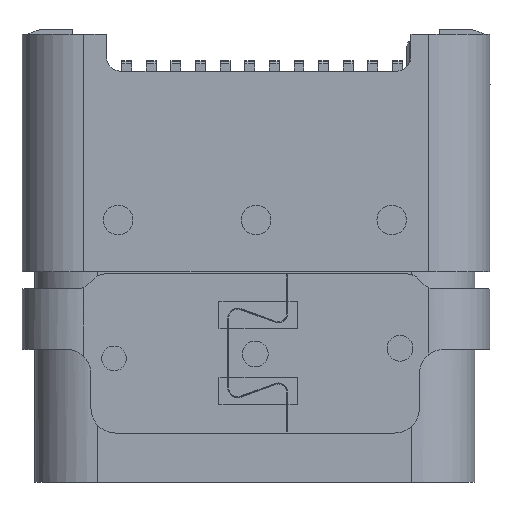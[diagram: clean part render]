
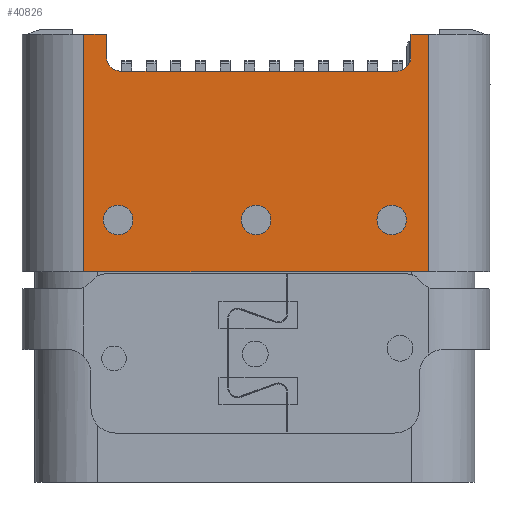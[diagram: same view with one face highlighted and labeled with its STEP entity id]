
A CAD part, top view. The second image highlights one B-rep face of the part: STEP entity #40826.
In plain terms, the highlighted face is planar.
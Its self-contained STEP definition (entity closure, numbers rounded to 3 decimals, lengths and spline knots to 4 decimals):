
#1494=CIRCLE('',#56261,0.3);
#1495=CIRCLE('',#56262,0.3);
#1496=CIRCLE('',#56263,0.3);
#1497=CIRCLE('',#56264,0.3);
#1498=CIRCLE('',#56265,0.3);
#12295=ORIENTED_EDGE('',*,*,#18857,.F.);
#12296=ORIENTED_EDGE('',*,*,#18858,.F.);
#12297=ORIENTED_EDGE('',*,*,#18859,.F.);
#12298=ORIENTED_EDGE('',*,*,#18855,.T.);
#12299=ORIENTED_EDGE('',*,*,#18440,.F.);
#12300=ORIENTED_EDGE('',*,*,#18793,.T.);
#12301=ORIENTED_EDGE('',*,*,#18707,.F.);
#12302=ORIENTED_EDGE('',*,*,#18860,.F.);
#12303=ORIENTED_EDGE('',*,*,#18861,.F.);
#12304=ORIENTED_EDGE('',*,*,#18862,.T.);
#12305=ORIENTED_EDGE('',*,*,#18863,.F.);
#12306=ORIENTED_EDGE('',*,*,#18864,.F.);
#12307=ORIENTED_EDGE('',*,*,#18848,.F.);
#18440=EDGE_CURVE('',#22645,#22646,#27451,.T.);
#18707=EDGE_CURVE('',#22868,#22869,#27609,.T.);
#18793=EDGE_CURVE('',#22645,#22869,#27665,.T.);
#18848=EDGE_CURVE('',#22918,#22919,#27715,.T.);
#18855=EDGE_CURVE('',#22918,#22646,#27719,.T.);
#18857=EDGE_CURVE('',#22923,#22923,#1494,.T.);
#18858=EDGE_CURVE('',#22924,#22924,#1495,.T.);
#18859=EDGE_CURVE('',#22925,#22925,#1496,.T.);
#18860=EDGE_CURVE('',#22926,#22868,#27721,.T.);
#18861=EDGE_CURVE('',#22927,#22926,#1497,.T.);
#18862=EDGE_CURVE('',#22927,#22928,#27722,.T.);
#18863=EDGE_CURVE('',#22929,#22928,#1498,.T.);
#18864=EDGE_CURVE('',#22919,#22929,#27723,.T.);
#22645=VERTEX_POINT('',#78028);
#22646=VERTEX_POINT('',#78030);
#22868=VERTEX_POINT('',#78559);
#22869=VERTEX_POINT('',#78561);
#22918=VERTEX_POINT('',#78842);
#22919=VERTEX_POINT('',#78843);
#22923=VERTEX_POINT('',#78862);
#22924=VERTEX_POINT('',#78864);
#22925=VERTEX_POINT('',#78866);
#22926=VERTEX_POINT('',#78868);
#22927=VERTEX_POINT('',#78870);
#22928=VERTEX_POINT('',#78872);
#22929=VERTEX_POINT('',#78874);
#27451=LINE('',#78029,#32224);
#27609=LINE('',#78560,#32382);
#27665=LINE('',#78732,#32438);
#27715=LINE('',#78841,#32488);
#27719=LINE('',#78856,#32492);
#27721=LINE('',#78867,#32494);
#27722=LINE('',#78871,#32495);
#27723=LINE('',#78875,#32496);
#32224=VECTOR('',#65743,1000.);
#32382=VECTOR('',#66201,1000.);
#32438=VECTOR('',#66399,1000.);
#32488=VECTOR('',#66559,1000.);
#32492=VECTOR('',#66575,1000.);
#32494=VECTOR('',#66589,1000.);
#32495=VECTOR('',#66592,1000.);
#32496=VECTOR('',#66595,1000.);
#34802=EDGE_LOOP('',(#12295));
#34803=EDGE_LOOP('',(#12296));
#34804=EDGE_LOOP('',(#12297));
#34805=EDGE_LOOP('',(#12298,#12299,#12300,#12301,#12302,#12303,#12304,#12305,
#12306,#12307));
#37000=FACE_BOUND('',#34802,.T.);
#37001=FACE_BOUND('',#34803,.T.);
#37002=FACE_BOUND('',#34804,.T.);
#37003=FACE_BOUND('',#34805,.T.);
#38771=PLANE('',#56260);
#40826=ADVANCED_FACE('',(#37000,#37001,#37002,#37003),#38771,.F.);
#56260=AXIS2_PLACEMENT_3D('',#78860,#66581,#66582);
#56261=AXIS2_PLACEMENT_3D('',#78861,#66583,#66584);
#56262=AXIS2_PLACEMENT_3D('',#78863,#66585,#66586);
#56263=AXIS2_PLACEMENT_3D('',#78865,#66587,#66588);
#56264=AXIS2_PLACEMENT_3D('',#78869,#66590,#66591);
#56265=AXIS2_PLACEMENT_3D('',#78873,#66593,#66594);
#65743=DIRECTION('',(1.,0.,0.));
#66201=DIRECTION('',(-1.,0.,0.));
#66399=DIRECTION('',(0.,0.,-1.));
#66559=DIRECTION('',(-1.,0.,0.));
#66575=DIRECTION('',(0.,0.,1.));
#66581=DIRECTION('',(0.,1.,0.));
#66582=DIRECTION('',(-1.,0.,0.));
#66583=DIRECTION('',(0.,-1.,0.));
#66584=DIRECTION('',(1.,0.,0.));
#66585=DIRECTION('',(0.,-1.,0.));
#66586=DIRECTION('',(1.,0.,0.));
#66587=DIRECTION('',(0.,-1.,0.));
#66588=DIRECTION('',(1.,0.,0.));
#66589=DIRECTION('',(0.,0.,-1.));
#66590=DIRECTION('',(0.,-1.,0.));
#66591=DIRECTION('',(0.,0.,1.));
#66592=DIRECTION('',(1.,0.,0.));
#66593=DIRECTION('',(0.,-1.,0.));
#66594=DIRECTION('',(1.,0.,0.));
#66595=DIRECTION('',(0.,0.,1.));
#78028=CARTESIAN_POINT('',(49.0015,-1.795,-30.0198));
#78029=CARTESIAN_POINT('',(49.0015,-1.795,-30.0198));
#78030=CARTESIAN_POINT('',(56.0015,-1.795,-30.0198));
#78559=CARTESIAN_POINT('',(49.3565,-1.795,-34.8398));
#78560=CARTESIAN_POINT('',(49.3565,-1.795,-34.8398));
#78561=CARTESIAN_POINT('',(49.0015,-1.795,-34.8398));
#78732=CARTESIAN_POINT('',(49.0015,-1.795,-30.0598));
#78841=CARTESIAN_POINT('',(56.0015,-1.795,-34.8398));
#78842=CARTESIAN_POINT('',(56.0015,-1.795,-34.8398));
#78843=CARTESIAN_POINT('',(55.5463,-1.795,-34.8398));
#78856=CARTESIAN_POINT('',(56.0015,-1.795,-34.8398));
#78860=CARTESIAN_POINT('',(49.0015,-1.795,-34.8398));
#78861=CARTESIAN_POINT('',(49.7466,-1.795,-31.0672));
#78862=CARTESIAN_POINT('',(50.0466,-1.795,-31.0672));
#78863=CARTESIAN_POINT('',(55.3027,-1.795,-31.0672));
#78864=CARTESIAN_POINT('',(55.6027,-1.795,-31.0672));
#78865=CARTESIAN_POINT('',(52.5015,-1.795,-31.0672));
#78866=CARTESIAN_POINT('',(52.8015,-1.795,-31.0672));
#78867=CARTESIAN_POINT('',(49.3565,-1.795,-34.3898));
#78868=CARTESIAN_POINT('',(49.3565,-1.795,-34.3898));
#78869=CARTESIAN_POINT('',(49.6565,-1.795,-34.3898));
#78870=CARTESIAN_POINT('',(49.6565,-1.795,-34.0898));
#78871=CARTESIAN_POINT('',(55.0815,-1.795,-34.0898));
#78872=CARTESIAN_POINT('',(55.2463,-1.795,-34.0898));
#78873=CARTESIAN_POINT('',(55.2463,-1.795,-34.3898));
#78874=CARTESIAN_POINT('',(55.5463,-1.795,-34.3898));
#78875=CARTESIAN_POINT('',(55.5463,-1.795,-34.0898));
